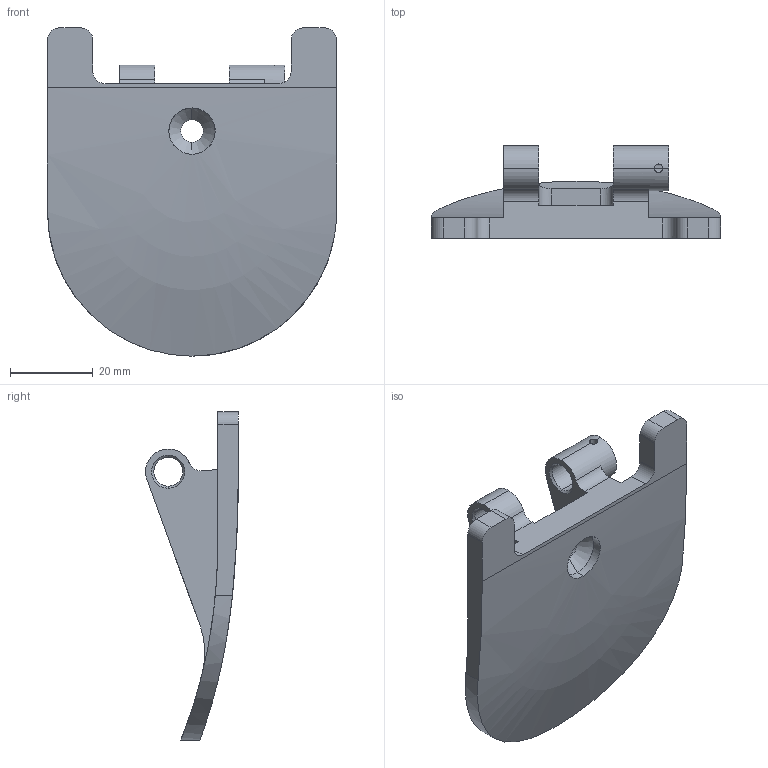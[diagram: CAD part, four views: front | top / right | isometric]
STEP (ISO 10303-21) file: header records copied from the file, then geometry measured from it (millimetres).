
FILE_DESCRIPTION (( 'STEP AP214' ), '1' );
FILE_NAME ('ART_Chape_F.STEP', '2023-04-12T09:09:05', ( '' ), ( '' ), 'SwSTEP 2.0', 'SolidWorks 2023', '' );
FILE_SCHEMA (( 'AUTOMOTIVE_DESIGN' ));
Length unit declared in the file: millimetre
Products named in the file (1): ART_Chape_F
Bounding box: 70 x 22.5 x 79.5 mm (x, y, z)
Volume: 29043.6 mm3; surface area: 12924.6 mm2
Topology: 1 solids, 1 shells, 61 faces, 171 edges, 110 vertices
Faces by surface type: cylinder 32, plane 18, cone 10, bspline 1
Entity records: 2322 total; most frequent: CARTESIAN_POINT 724, ORIENTED_EDGE 342, DIRECTION 319, EDGE_CURVE 171, AXIS2_PLACEMENT_3D 115, VERTEX_POINT 110, LINE 89, VECTOR 89
